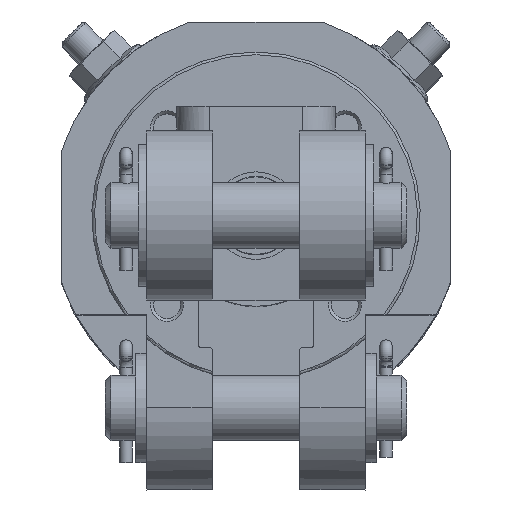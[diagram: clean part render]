
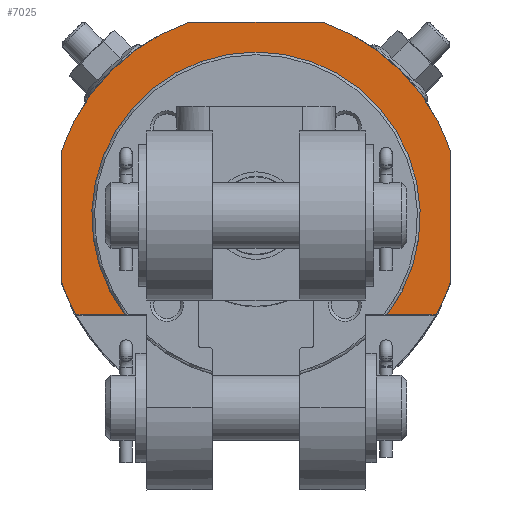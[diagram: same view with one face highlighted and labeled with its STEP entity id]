
A CAD part, top view. The second image highlights one B-rep face of the part: STEP entity #7025.
In plain terms, the highlighted face is planar.
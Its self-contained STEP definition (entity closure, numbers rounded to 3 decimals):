
#249=PLANE('',#7602);
#537=LINE('',#10892,#938);
#538=LINE('',#10894,#939);
#539=LINE('',#10898,#940);
#540=LINE('',#10902,#941);
#541=LINE('',#10903,#942);
#938=VECTOR('',#8594,1000.);
#939=VECTOR('',#8595,1000.);
#940=VECTOR('',#8598,1000.);
#941=VECTOR('',#8601,1000.);
#942=VECTOR('',#8602,1000.);
#1595=ORIENTED_EDGE('',*,*,#3592,.F.);
#1596=ORIENTED_EDGE('',*,*,#3583,.T.);
#1597=ORIENTED_EDGE('',*,*,#3593,.T.);
#1598=ORIENTED_EDGE('',*,*,#3594,.T.);
#1599=ORIENTED_EDGE('',*,*,#3595,.T.);
#1600=ORIENTED_EDGE('',*,*,#3596,.T.);
#1601=ORIENTED_EDGE('',*,*,#3597,.T.);
#1602=ORIENTED_EDGE('',*,*,#3589,.T.);
#1603=ORIENTED_EDGE('',*,*,#3598,.F.);
#1604=ORIENTED_EDGE('',*,*,#3599,.F.);
#3583=EDGE_CURVE('',#4578,#4577,#5250,.T.);
#3589=EDGE_CURVE('',#4583,#4582,#5254,.T.);
#3592=EDGE_CURVE('',#4578,#4585,#537,.T.);
#3593=EDGE_CURVE('',#4577,#4586,#538,.T.);
#3594=EDGE_CURVE('',#4586,#4587,#5256,.T.);
#3595=EDGE_CURVE('',#4587,#4588,#539,.T.);
#3596=EDGE_CURVE('',#4588,#4589,#5257,.T.);
#3597=EDGE_CURVE('',#4589,#4583,#540,.T.);
#3598=EDGE_CURVE('',#4590,#4582,#541,.T.);
#3599=EDGE_CURVE('',#4585,#4590,#5258,.T.);
#4577=VERTEX_POINT('',#10873);
#4578=VERTEX_POINT('',#10875);
#4582=VERTEX_POINT('',#10885);
#4583=VERTEX_POINT('',#10887);
#4585=VERTEX_POINT('',#10893);
#4586=VERTEX_POINT('',#10895);
#4587=VERTEX_POINT('',#10897);
#4588=VERTEX_POINT('',#10899);
#4589=VERTEX_POINT('',#10901);
#4590=VERTEX_POINT('',#10904);
#5250=CIRCLE('',#7595,37.5);
#5254=CIRCLE('',#7600,37.5);
#5256=CIRCLE('',#7603,37.5);
#5257=CIRCLE('',#7604,37.5);
#5258=CIRCLE('',#7605,30.);
#5562=EDGE_LOOP('',(#1595,#1596,#1597,#1598,#1599,#1600,#1601,#1602,#1603,
#1604));
#6229=FACE_BOUND('',#5562,.T.);
#7025=ADVANCED_FACE('',(#6229),#249,.F.);
#7595=AXIS2_PLACEMENT_3D('',#10874,#8575,#8576);
#7600=AXIS2_PLACEMENT_3D('',#10886,#8587,#8588);
#7602=AXIS2_PLACEMENT_3D('',#10891,#8592,#8593);
#7603=AXIS2_PLACEMENT_3D('',#10896,#8596,#8597);
#7604=AXIS2_PLACEMENT_3D('',#10900,#8599,#8600);
#7605=AXIS2_PLACEMENT_3D('',#10905,#8603,#8604);
#8575=DIRECTION('',(0.,0.,-1.));
#8576=DIRECTION('',(-1.,0.,0.));
#8587=DIRECTION('',(0.,0.,-1.));
#8588=DIRECTION('',(-1.,0.,0.));
#8592=DIRECTION('',(0.,0.,1.));
#8593=DIRECTION('',(1.,0.,0.));
#8594=DIRECTION('',(1.,0.,0.));
#8595=DIRECTION('',(0.,1.,0.));
#8596=DIRECTION('',(0.,0.,-1.));
#8597=DIRECTION('',(-1.,0.,0.));
#8598=DIRECTION('',(1.,0.,0.));
#8599=DIRECTION('',(0.,0.,-1.));
#8600=DIRECTION('',(-1.,0.,0.));
#8601=DIRECTION('',(0.,-1.,0.));
#8602=DIRECTION('',(1.,0.,0.));
#8603=DIRECTION('',(0.,0.,-1.));
#8604=DIRECTION('',(-1.,0.,0.));
#10873=CARTESIAN_POINT('',(-35.5,-12.083,25.));
#10874=CARTESIAN_POINT('',(0.,0.,25.));
#10875=CARTESIAN_POINT('',(-32.898,-18.,25.));
#10885=CARTESIAN_POINT('',(32.898,-18.,25.));
#10886=CARTESIAN_POINT('',(0.,0.,25.));
#10887=CARTESIAN_POINT('',(35.5,-12.083,25.));
#10891=CARTESIAN_POINT('',(0.,37.5,25.));
#10892=CARTESIAN_POINT('',(0.,-18.,25.));
#10893=CARTESIAN_POINT('',(-24.,-18.,25.));
#10894=CARTESIAN_POINT('',(-35.5,37.5,25.));
#10895=CARTESIAN_POINT('',(-35.5,12.083,25.));
#10896=CARTESIAN_POINT('',(0.,0.,25.));
#10897=CARTESIAN_POINT('',(-12.083,35.5,25.));
#10898=CARTESIAN_POINT('',(0.,35.5,25.));
#10899=CARTESIAN_POINT('',(12.083,35.5,25.));
#10900=CARTESIAN_POINT('',(0.,0.,25.));
#10901=CARTESIAN_POINT('',(35.5,12.083,25.));
#10902=CARTESIAN_POINT('',(35.5,37.5,25.));
#10903=CARTESIAN_POINT('',(0.,-18.,25.));
#10904=CARTESIAN_POINT('',(24.,-18.,25.));
#10905=CARTESIAN_POINT('',(0.,0.,25.));
